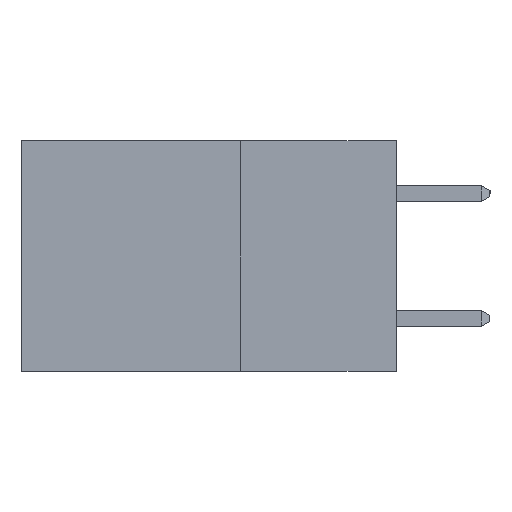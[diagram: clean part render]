
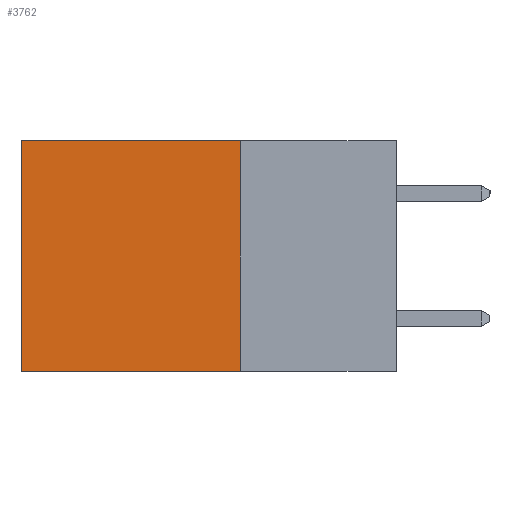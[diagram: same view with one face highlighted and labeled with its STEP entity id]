
A CAD part, left-side view. The second image highlights one B-rep face of the part: STEP entity #3762.
In plain terms, the highlighted planar face has unit normal (-1, 0, 0).
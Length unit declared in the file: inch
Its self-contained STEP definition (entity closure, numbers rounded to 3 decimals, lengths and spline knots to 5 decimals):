
#592 = AXIS2_PLACEMENT_3D ( 'NONE', #18527, #4982, #10988 ) ;
#626 = VECTOR ( 'NONE', #10584, 39.37008 ) ;
#653 = CARTESIAN_POINT ( 'NONE',  ( 0.2615, 0.25, -0.37 ) ) ;
#2515 = EDGE_CURVE ( 'NONE', #10881, #8792, #5000, .T. ) ;
#3642 = EDGE_CURVE ( 'NONE', #9112, #15195, #8115, .T. ) ;
#3762 = ADVANCED_FACE ( 'NONE', ( #9403 ), #6650, .F. ) ;
#4094 = CARTESIAN_POINT ( 'NONE',  ( 0.2615, 0.25, -0.37 ) ) ;
#4110 = EDGE_CURVE ( 'NONE', #10881, #9112, #15322, .T. ) ;
#4182 = CARTESIAN_POINT ( 'NONE',  ( 0.2615, 0.6, -0.37 ) ) ;
#4876 = ORIENTED_EDGE ( 'NONE', *, *, #7393, .F. ) ;
#4982 = DIRECTION ( 'NONE',  ( 1., 0., 0. ) ) ;
#5000 = LINE ( 'NONE', #16958, #10748 ) ;
#5271 = DIRECTION ( 'NONE',  ( 0., 1., 0. ) ) ;
#6528 = ORIENTED_EDGE ( 'NONE', *, *, #4110, .T. ) ;
#6552 = DIRECTION ( 'NONE',  ( 0., 0., -1. ) ) ;
#6650 = PLANE ( 'NONE',  #592 ) ;
#7213 = VECTOR ( 'NONE', #6552, 39.37008 ) ;
#7393 = EDGE_CURVE ( 'NONE', #8792, #15195, #12943, .T. ) ;
#8115 = LINE ( 'NONE', #17326, #7213 ) ;
#8792 = VERTEX_POINT ( 'NONE', #653 ) ;
#9112 = VERTEX_POINT ( 'NONE', #9374 ) ;
#9374 = CARTESIAN_POINT ( 'NONE',  ( 0.2615, 0.6, 0. ) ) ;
#9403 = FACE_OUTER_BOUND ( 'NONE', #14134, .T. ) ;
#10203 = ORIENTED_EDGE ( 'NONE', *, *, #3642, .T. ) ;
#10584 = DIRECTION ( 'NONE',  ( 0., 1., 0. ) ) ;
#10748 = VECTOR ( 'NONE', #13868, 39.37008 ) ;
#10881 = VERTEX_POINT ( 'NONE', #17448 ) ;
#10988 = DIRECTION ( 'NONE',  ( 0., 0., -1. ) ) ;
#12943 = LINE ( 'NONE', #4094, #15419 ) ;
#13359 = CARTESIAN_POINT ( 'NONE',  ( 0.2615, 0.25, 0. ) ) ;
#13868 = DIRECTION ( 'NONE',  ( 0., 0., -1. ) ) ;
#14134 = EDGE_LOOP ( 'NONE', ( #10203, #4876, #17906, #6528 ) ) ;
#15195 = VERTEX_POINT ( 'NONE', #4182 ) ;
#15322 = LINE ( 'NONE', #13359, #626 ) ;
#15419 = VECTOR ( 'NONE', #5271, 39.37008 ) ;
#16958 = CARTESIAN_POINT ( 'NONE',  ( 0.2615, 0.25, -0.37 ) ) ;
#17326 = CARTESIAN_POINT ( 'NONE',  ( 0.2615, 0.6, -0.37 ) ) ;
#17448 = CARTESIAN_POINT ( 'NONE',  ( 0.2615, 0.25, 0. ) ) ;
#17906 = ORIENTED_EDGE ( 'NONE', *, *, #2515, .F. ) ;
#18527 = CARTESIAN_POINT ( 'NONE',  ( 0.2615, 0.25, -0.37 ) ) ;
